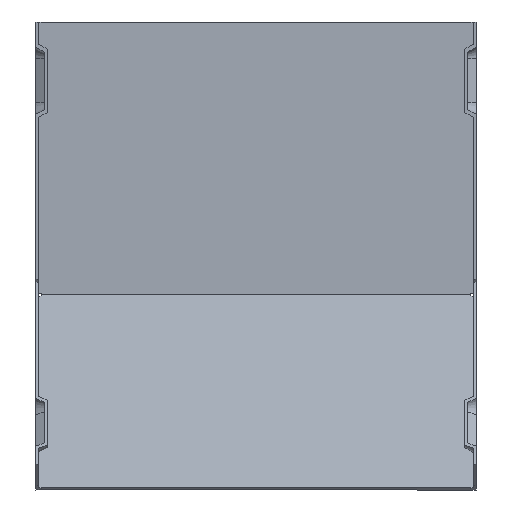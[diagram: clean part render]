
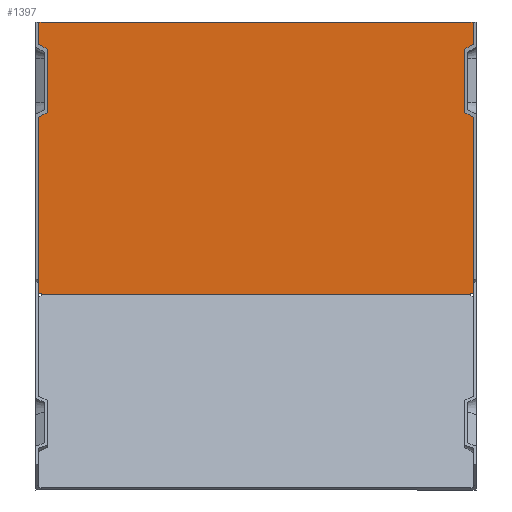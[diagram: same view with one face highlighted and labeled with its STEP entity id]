
A CAD part, front view. The second image highlights one B-rep face of the part: STEP entity #1397.
In plain terms, the highlighted planar face has unit normal (0, -1, 0).
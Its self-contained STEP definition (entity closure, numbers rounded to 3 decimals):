
#34=B_SPLINE_CURVE_WITH_KNOTS('',3,(#2348,#2349,#2350,#2351,#2352,#2353),
 .UNSPECIFIED.,.F.,.F.,(4,2,4),(0.032,0.075,0.137),
 .UNSPECIFIED.);
#35=B_SPLINE_CURVE_WITH_KNOTS('',3,(#2356,#2357,#2358,#2359,#2360,#2361,
#2362,#2363),.UNSPECIFIED.,.F.,.F.,(4,2,2,4),(-0.273,-0.249,
-0.167,-0.156),.UNSPECIFIED.);
#65=PLANE('',#1517);
#126=FACE_OUTER_BOUND('',#194,.T.);
#194=EDGE_LOOP('',(#1120,#1121,#1122,#1123,#1124,#1125,#1126,#1127,#1128,
#1129));
#260=LINE('',#1918,#406);
#277=LINE('',#1961,#423);
#358=LINE('',#2224,#504);
#364=LINE('',#2273,#510);
#378=LINE('',#2347,#524);
#379=LINE('',#2355,#525);
#380=LINE('',#2365,#526);
#381=LINE('',#2366,#527);
#406=VECTOR('',#1566,10.);
#423=VECTOR('',#1599,10.);
#504=VECTOR('',#1776,10.);
#510=VECTOR('',#1784,10.);
#524=VECTOR('',#1810,10.);
#525=VECTOR('',#1811,10.);
#526=VECTOR('',#1812,10.);
#527=VECTOR('',#1813,10.);
#556=VERTEX_POINT('',#1908);
#557=VERTEX_POINT('',#1917);
#574=VERTEX_POINT('',#1958);
#575=VERTEX_POINT('',#1960);
#656=VERTEX_POINT('',#2222);
#657=VERTEX_POINT('',#2223);
#662=VERTEX_POINT('',#2272);
#674=VERTEX_POINT('',#2346);
#675=VERTEX_POINT('',#2354);
#676=VERTEX_POINT('',#2364);
#689=EDGE_CURVE('',#557,#556,#260,.T.);
#710=EDGE_CURVE('',#575,#574,#277,.T.);
#818=EDGE_CURVE('',#656,#657,#358,.T.);
#826=EDGE_CURVE('',#656,#662,#364,.T.);
#847=EDGE_CURVE('',#674,#557,#378,.T.);
#848=EDGE_CURVE('',#662,#556,#34,.T.);
#849=EDGE_CURVE('',#675,#657,#379,.T.);
#850=EDGE_CURVE('',#675,#575,#35,.T.);
#851=EDGE_CURVE('',#676,#574,#380,.T.);
#852=EDGE_CURVE('',#674,#676,#381,.T.);
#1120=ORIENTED_EDGE('',*,*,#847,.T.);
#1121=ORIENTED_EDGE('',*,*,#689,.T.);
#1122=ORIENTED_EDGE('',*,*,#848,.F.);
#1123=ORIENTED_EDGE('',*,*,#826,.F.);
#1124=ORIENTED_EDGE('',*,*,#818,.T.);
#1125=ORIENTED_EDGE('',*,*,#849,.F.);
#1126=ORIENTED_EDGE('',*,*,#850,.T.);
#1127=ORIENTED_EDGE('',*,*,#710,.T.);
#1128=ORIENTED_EDGE('',*,*,#851,.F.);
#1129=ORIENTED_EDGE('',*,*,#852,.F.);
#1397=ADVANCED_FACE('',(#126),#65,.F.);
#1517=AXIS2_PLACEMENT_3D('',#2345,#1808,#1809);
#1566=DIRECTION('',(0.,0.,-1.));
#1599=DIRECTION('',(0.,0.,1.));
#1776=DIRECTION('',(1.,0.,0.));
#1784=DIRECTION('',(0.,0.,1.));
#1808=DIRECTION('center_axis',(0.,1.,0.));
#1809=DIRECTION('ref_axis',(0.,0.,1.));
#1810=DIRECTION('',(-1.,0.,0.));
#1811=DIRECTION('',(0.,0.,-1.));
#1812=DIRECTION('',(1.,0.,0.));
#1813=DIRECTION('',(1.,0.,0.));
#1908=CARTESIAN_POINT('',(-149.,-1.,0.836));
#1917=CARTESIAN_POINT('',(-149.,-1.,93.));
#1918=CARTESIAN_POINT('',(-149.,-1.,23.882));
#1958=CARTESIAN_POINT('',(-1.,-1.,93.));
#1960=CARTESIAN_POINT('',(-1.,-1.,0.836));
#1961=CARTESIAN_POINT('',(-1.,-1.,23.882));
#2222=CARTESIAN_POINT('',(-148.,-1.,0.151));
#2223=CARTESIAN_POINT('',(-2.,-1.,0.151));
#2224=CARTESIAN_POINT('',(-75.,-1.,0.151));
#2272=CARTESIAN_POINT('',(-148.,-1.,0.565));
#2273=CARTESIAN_POINT('',(-148.,-1.,0.283));
#2345=CARTESIAN_POINT('Origin',(-75.,-1.,0.));
#2346=CARTESIAN_POINT('',(-148.,-1.,93.));
#2347=CARTESIAN_POINT('',(-112.,-1.,93.));
#2348=CARTESIAN_POINT('Ctrl Pts',(-148.,-1.,0.565));
#2349=CARTESIAN_POINT('Ctrl Pts',(-148.129,-1.,0.61));
#2350=CARTESIAN_POINT('Ctrl Pts',(-148.259,-1.,0.655));
#2351=CARTESIAN_POINT('Ctrl Pts',(-148.605,-1.,0.757));
#2352=CARTESIAN_POINT('Ctrl Pts',(-148.798,-1.,0.801));
#2353=CARTESIAN_POINT('Ctrl Pts',(-149.,-1.,0.836));
#2354=CARTESIAN_POINT('',(-2.,-1.,0.565));
#2355=CARTESIAN_POINT('',(-2.,-1.,46.5));
#2356=CARTESIAN_POINT('Ctrl Pts',(-2.,-1.,0.565));
#2357=CARTESIAN_POINT('Ctrl Pts',(-1.94,-1.,0.586));
#2358=CARTESIAN_POINT('Ctrl Pts',(-1.881,-1.,0.607));
#2359=CARTESIAN_POINT('Ctrl Pts',(-1.61,-1.,0.697));
#2360=CARTESIAN_POINT('Ctrl Pts',(-1.394,-1.,0.761));
#2361=CARTESIAN_POINT('Ctrl Pts',(-1.074,-1.,0.823));
#2362=CARTESIAN_POINT('Ctrl Pts',(-1.037,-1.,0.83));
#2363=CARTESIAN_POINT('Ctrl Pts',(-1.,-1.,0.836));
#2364=CARTESIAN_POINT('',(-2.,-1.,93.));
#2365=CARTESIAN_POINT('',(-112.,-1.,93.));
#2366=CARTESIAN_POINT('',(-150.,-1.,93.));
